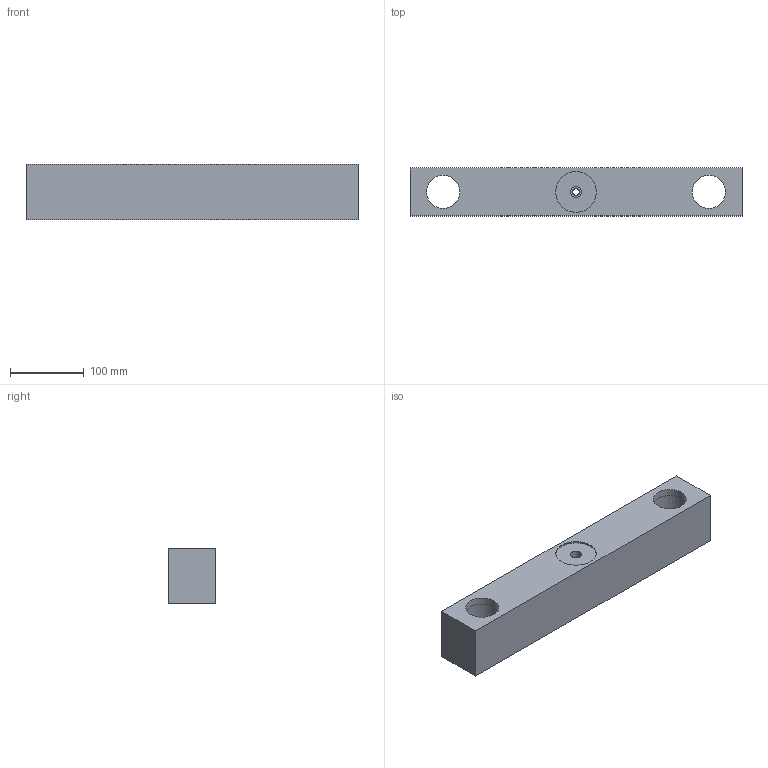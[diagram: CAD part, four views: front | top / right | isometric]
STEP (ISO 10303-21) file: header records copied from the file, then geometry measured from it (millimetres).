
FILE_DESCRIPTION(/* description */ ('COULISSEAU 75X75 LG400 EA400'),/* implementation_level */ '2;1');
FILE_NAME(/* name */ 'F002.stp',/* time_stamp */ '2024-02-08T13:54:05+01:00',/* author */ ('vvernier'),/* organization */ (''),/* preprocessor_version */ 'ST-DEVELOPER v18.1',/* originating_system */ 'Autodesk Inventor 2022',/* authorisation */ '');
FILE_SCHEMA (('AUTOMOTIVE_DESIGN { 1 0 10303 214 3 1 1 }'));
Length unit declared in the file: millimetre
Products named in the file (1): F002
Bounding box: 450 x 65 x 75 mm (x, y, z)
Volume: 1883832.4 mm3; surface area: 156726.4 mm2
Topology: 1 solids, 1 shells, 34 faces, 77 edges, 50 vertices
Faces by surface type: cylinder 15, plane 15, cone 4
Full cylindrical faces by diameter (mm): 4.134 x4, 9 x1, 15 x1, 45 x2, 50 x2, 55 x1
Entity records: 1009 total; most frequent: DIRECTION 173, CARTESIAN_POINT 158, ORIENTED_EDGE 146, EDGE_CURVE 73, AXIS2_PLACEMENT_3D 65, VERTEX_POINT 50, EDGE_LOOP 49, LINE 43
